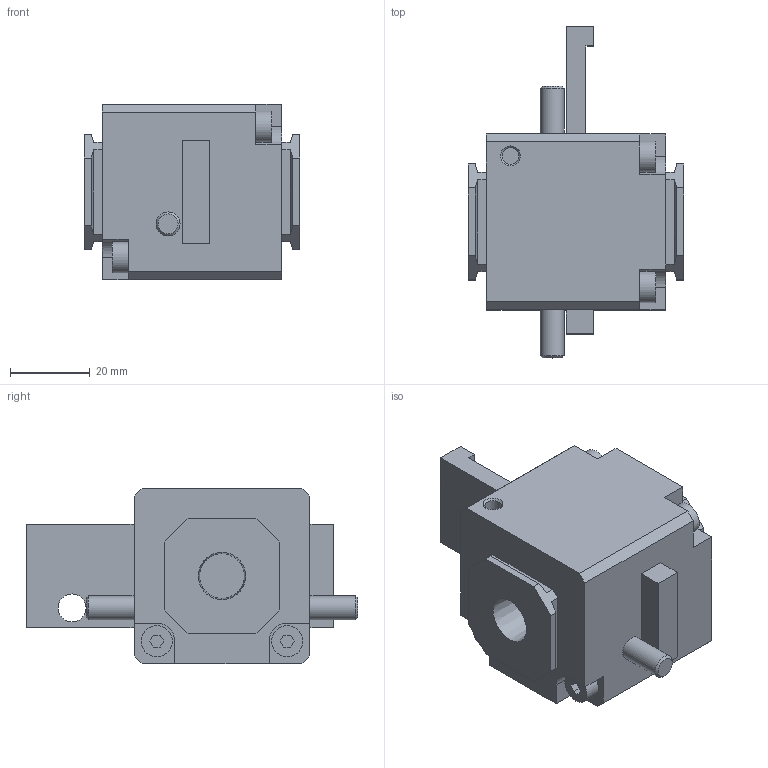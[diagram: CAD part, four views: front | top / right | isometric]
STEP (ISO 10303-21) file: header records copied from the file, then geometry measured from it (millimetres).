
FILE_DESCRIPTION( ( 'STEP AP203' ), '1' );
FILE_NAME( 'MVHT-302-3H-8A.stp', '2020-07-07T06:56:31', ( 'License CC BY-ND 4.0' ), ( 'CADENAS' ), ' ', 'PARTsolutions', ' ' );
FILE_SCHEMA( ( 'CONFIG_CONTROL_DESIGN' ) );
Length unit declared in the file: millimetre
Products named in the file (1): _MVHT-302-3H-8A
Bounding box: 54 x 83 x 44 mm (x, y, z)
Volume: 93752.4 mm3; surface area: 17083.8 mm2
Topology: 1 solids, 1 shells, 127 faces, 317 edges, 210 vertices
Faces by surface type: plane 106, cylinder 13, cone 8
Full cylindrical faces by diameter (mm): 4.134 x2, 6 x2, 7 x1, 7.8 x4
Entity records: 3680 total; most frequent: CARTESIAN_POINT 634, ORIENTED_EDGE 596, DIRECTION 590, EDGE_CURVE 298, LINE 262, VECTOR 262, VERTEX_POINT 208, AXIS2_PLACEMENT_3D 164
